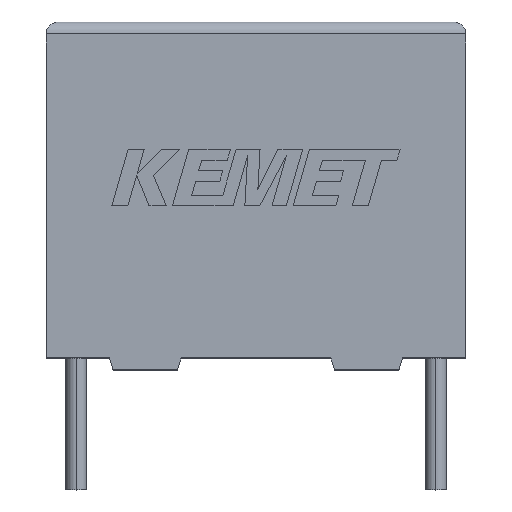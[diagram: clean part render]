
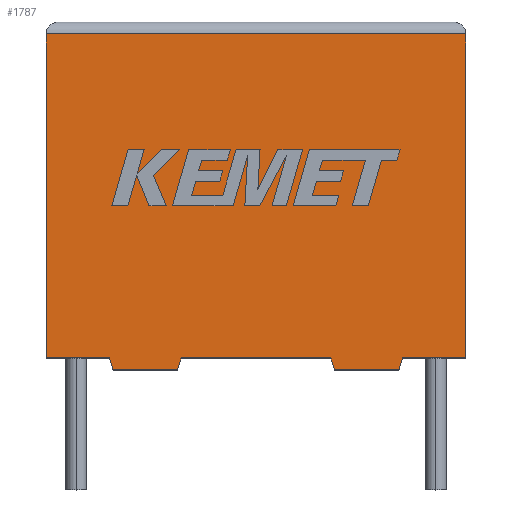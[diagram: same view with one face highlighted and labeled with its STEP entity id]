
A CAD part, top view. The second image highlights one B-rep face of the part: STEP entity #1787.
In plain terms, the highlighted planar face has unit normal (0, 0, 1).
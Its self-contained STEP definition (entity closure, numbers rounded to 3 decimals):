
#30 = ORIENTED_EDGE ( 'NONE', *, *, #369, .F. ) ;
#49 = EDGE_CURVE ( 'NONE', #2575, #769, #645, .T. ) ;
#100 = VERTEX_POINT ( 'NONE', #3207 ) ;
#125 = VERTEX_POINT ( 'NONE', #1489 ) ;
#199 = EDGE_CURVE ( 'NONE', #1812, #1868, #2464, .T. ) ;
#263 = VERTEX_POINT ( 'NONE', #2761 ) ;
#294 = CARTESIAN_POINT ( 'NONE',  ( 0., 0., 7.5 ) ) ;
#306 = PLANE ( 'NONE',  #1223 ) ;
#369 = EDGE_CURVE ( 'NONE', #1496, #2004, #3079, .T. ) ;
#427 = CARTESIAN_POINT ( 'NONE',  ( 14.7, -0.5, 7.5 ) ) ;
#434 = DIRECTION ( 'NONE',  ( 0., 1., 0. ) ) ;
#438 = LINE ( 'NONE', #1921, #2845 ) ;
#455 = LINE ( 'NONE', #1418, #850 ) ;
#488 = EDGE_CURVE ( 'NONE', #263, #1376, #2935, .T. ) ;
#553 = DIRECTION ( 'NONE',  ( 0., -1., 0. ) ) ;
#591 = CARTESIAN_POINT ( 'NONE',  ( 2.8, -0.5, 7.5 ) ) ;
#618 = CARTESIAN_POINT ( 'NONE',  ( 2.8, -0.5, 7.5 ) ) ;
#623 = ORIENTED_EDGE ( 'NONE', *, *, #1572, .T. ) ;
#632 = ORIENTED_EDGE ( 'NONE', *, *, #1951, .T. ) ;
#645 = LINE ( 'NONE', #1643, #2196 ) ;
#647 = EDGE_CURVE ( 'NONE', #100, #2575, #2545, .T. ) ;
#739 = CARTESIAN_POINT ( 'NONE',  ( 2.65, 0., 7.5 ) ) ;
#759 = CARTESIAN_POINT ( 'NONE',  ( 0., 0., 7.5 ) ) ;
#766 = CARTESIAN_POINT ( 'NONE',  ( 0., 0., 7.5 ) ) ;
#769 = VERTEX_POINT ( 'NONE', #591 ) ;
#784 = CARTESIAN_POINT ( 'NONE',  ( 17.5, 13.5, 7.5 ) ) ;
#850 = VECTOR ( 'NONE', #2642, 1000. ) ;
#891 = LINE ( 'NONE', #618, #2420 ) ;
#948 = EDGE_CURVE ( 'NONE', #125, #3069, #455, .T. ) ;
#962 = VECTOR ( 'NONE', #1133, 1000. ) ;
#1018 = CARTESIAN_POINT ( 'NONE',  ( 0., 13.5, 7.5 ) ) ;
#1038 = ORIENTED_EDGE ( 'NONE', *, *, #948, .T. ) ;
#1040 = VECTOR ( 'NONE', #2215, 1000. ) ;
#1069 = VECTOR ( 'NONE', #553, 1000. ) ;
#1133 = DIRECTION ( 'NONE',  ( -1., 0., 0. ) ) ;
#1195 = ORIENTED_EDGE ( 'NONE', *, *, #49, .T. ) ;
#1211 = CARTESIAN_POINT ( 'NONE',  ( 12.023, -0.5, 7.5 ) ) ;
#1223 = AXIS2_PLACEMENT_3D ( 'NONE', #2263, #1570, #2532 ) ;
#1248 = ORIENTED_EDGE ( 'NONE', *, *, #3119, .T. ) ;
#1254 = EDGE_CURVE ( 'NONE', #2004, #1812, #2436, .T. ) ;
#1376 = VERTEX_POINT ( 'NONE', #784 ) ;
#1418 = CARTESIAN_POINT ( 'NONE',  ( 5.478, -0.5, 7.5 ) ) ;
#1436 = DIRECTION ( 'NONE',  ( 0.287, -0.958, 0. ) ) ;
#1479 = LINE ( 'NONE', #1990, #2547 ) ;
#1489 = CARTESIAN_POINT ( 'NONE',  ( 5.478, -0.5, 7.5 ) ) ;
#1490 = ORIENTED_EDGE ( 'NONE', *, *, #1254, .F. ) ;
#1496 = VERTEX_POINT ( 'NONE', #1651 ) ;
#1526 = DIRECTION ( 'NONE',  ( 1., 0., 0. ) ) ;
#1570 = DIRECTION ( 'NONE',  ( 0., 0., -1. ) ) ;
#1572 = EDGE_CURVE ( 'NONE', #769, #125, #891, .T. ) ;
#1629 = CARTESIAN_POINT ( 'NONE',  ( 12.023, -0.5, 7.5 ) ) ;
#1643 = CARTESIAN_POINT ( 'NONE',  ( 2.65, 0., 7.5 ) ) ;
#1651 = CARTESIAN_POINT ( 'NONE',  ( 14.85, 0., 7.5 ) ) ;
#1738 = EDGE_LOOP ( 'NONE', ( #2553, #632, #1248, #1929, #1195, #623, #1038, #2466, #3158, #1490, #30, #2684 ) ) ;
#1787 = ADVANCED_FACE ( 'NONE', ( #2836 ), #306, .F. ) ;
#1812 = VERTEX_POINT ( 'NONE', #1629 ) ;
#1831 = CARTESIAN_POINT ( 'NONE',  ( 14.85, 0., 7.5 ) ) ;
#1868 = VERTEX_POINT ( 'NONE', #2526 ) ;
#1921 = CARTESIAN_POINT ( 'NONE',  ( 0., 13.5, 7.5 ) ) ;
#1929 = ORIENTED_EDGE ( 'NONE', *, *, #647, .T. ) ;
#1951 = EDGE_CURVE ( 'NONE', #1376, #2940, #438, .T. ) ;
#1976 = VECTOR ( 'NONE', #2341, 1000. ) ;
#1990 = CARTESIAN_POINT ( 'NONE',  ( 0., 0., 7.5 ) ) ;
#2004 = VERTEX_POINT ( 'NONE', #2125 ) ;
#2102 = CARTESIAN_POINT ( 'NONE',  ( 5.628, 0., 7.5 ) ) ;
#2105 = DIRECTION ( 'NONE',  ( 1., 0., 0. ) ) ;
#2125 = CARTESIAN_POINT ( 'NONE',  ( 14.7, -0.5, 7.5 ) ) ;
#2196 = VECTOR ( 'NONE', #1436, 1000. ) ;
#2198 = CARTESIAN_POINT ( 'NONE',  ( 17.5, 0., 7.5 ) ) ;
#2215 = DIRECTION ( 'NONE',  ( -0.287, 0.958, 0. ) ) ;
#2263 = CARTESIAN_POINT ( 'NONE',  ( 0., 0., 7.5 ) ) ;
#2264 = LINE ( 'NONE', #766, #3160 ) ;
#2341 = DIRECTION ( 'NONE',  ( -0.287, -0.958, 0. ) ) ;
#2420 = VECTOR ( 'NONE', #2105, 1000. ) ;
#2436 = LINE ( 'NONE', #427, #962 ) ;
#2464 = LINE ( 'NONE', #1211, #1040 ) ;
#2466 = ORIENTED_EDGE ( 'NONE', *, *, #2550, .T. ) ;
#2491 = DIRECTION ( 'NONE',  ( 1., 0., 0. ) ) ;
#2526 = CARTESIAN_POINT ( 'NONE',  ( 11.873, 0., 7.5 ) ) ;
#2532 = DIRECTION ( 'NONE',  ( -1., 0., 0. ) ) ;
#2545 = LINE ( 'NONE', #759, #2613 ) ;
#2547 = VECTOR ( 'NONE', #2491, 1000. ) ;
#2550 = EDGE_CURVE ( 'NONE', #3069, #1868, #1479, .T. ) ;
#2553 = ORIENTED_EDGE ( 'NONE', *, *, #488, .T. ) ;
#2555 = LINE ( 'NONE', #294, #1069 ) ;
#2575 = VERTEX_POINT ( 'NONE', #739 ) ;
#2613 = VECTOR ( 'NONE', #2774, 1000. ) ;
#2642 = DIRECTION ( 'NONE',  ( 0.287, 0.958, 0. ) ) ;
#2684 = ORIENTED_EDGE ( 'NONE', *, *, #2871, .T. ) ;
#2719 = VECTOR ( 'NONE', #434, 1000. ) ;
#2761 = CARTESIAN_POINT ( 'NONE',  ( 17.5, 0., 7.5 ) ) ;
#2772 = DIRECTION ( 'NONE',  ( -1., 0., 0. ) ) ;
#2774 = DIRECTION ( 'NONE',  ( 1., 0., 0. ) ) ;
#2836 = FACE_OUTER_BOUND ( 'NONE', #1738, .T. ) ;
#2845 = VECTOR ( 'NONE', #2772, 1000. ) ;
#2871 = EDGE_CURVE ( 'NONE', #1496, #263, #2264, .T. ) ;
#2935 = LINE ( 'NONE', #2198, #2719 ) ;
#2940 = VERTEX_POINT ( 'NONE', #1018 ) ;
#3069 = VERTEX_POINT ( 'NONE', #2102 ) ;
#3079 = LINE ( 'NONE', #1831, #1976 ) ;
#3119 = EDGE_CURVE ( 'NONE', #2940, #100, #2555, .T. ) ;
#3158 = ORIENTED_EDGE ( 'NONE', *, *, #199, .F. ) ;
#3160 = VECTOR ( 'NONE', #1526, 1000. ) ;
#3207 = CARTESIAN_POINT ( 'NONE',  ( 0., 0., 7.5 ) ) ;
